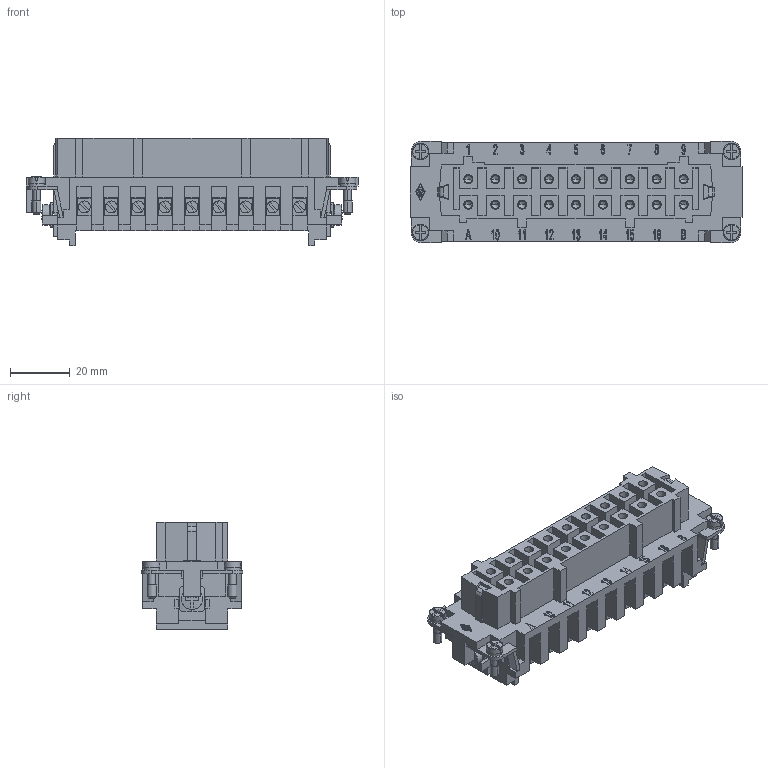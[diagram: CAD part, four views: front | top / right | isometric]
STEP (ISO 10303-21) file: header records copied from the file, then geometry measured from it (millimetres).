
FILE_DESCRIPTION((''),'2;1');
FILE_NAME('CMEF 16 N.stp','2006-10-31T17:03:52',('gembarski'),(''),'Autodesk Inventor 7','Autodesk Inventor 7','');
FILE_SCHEMA(('AUTOMOTIVE_DESIGN { 1 0 10303 214 1 1 1 1 }'));
Length unit declared in the file: millimetre
Products named in the file (1): CMEF 16 N
Bounding box: 111 x 34 x 36 mm (x, y, z)
Volume: 54266.3 mm3; surface area: 42242.7 mm2
Topology: 1 solids, 1 shells, 2055 faces, 5401 edges, 3562 vertices
Faces by surface type: plane 1029, bspline 778, cylinder 214, cone 22, torus 8, sphere 4
Entity records: 66144 total; most frequent: CARTESIAN_POINT 18439, ORIENTED_EDGE 10742, DIRECTION 8049, EDGE_CURVE 5371, VECTOR 3889, LINE 3889, VERTEX_POINT 3562, EDGE_LOOP 2315
